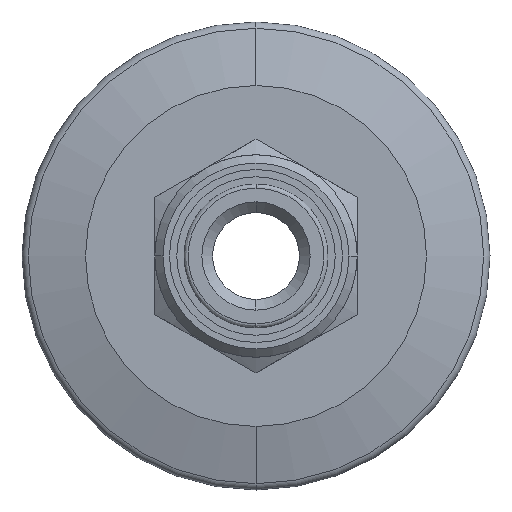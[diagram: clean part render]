
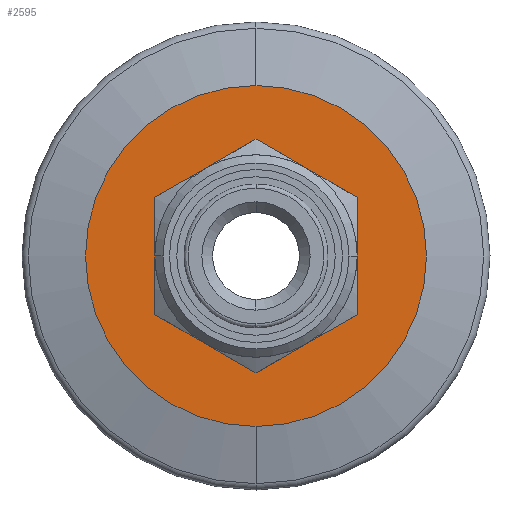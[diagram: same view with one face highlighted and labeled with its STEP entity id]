
A CAD part, left-side view. The second image highlights one B-rep face of the part: STEP entity #2595.
In plain terms, the highlighted planar face has unit normal (-1, 0, 0).
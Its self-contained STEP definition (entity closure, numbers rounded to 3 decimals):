
#262 = CARTESIAN_POINT ( 'NONE',  ( 0., 0., 20.035 ) ) ;
#274 = AXIS2_PLACEMENT_3D ( 'NONE', #559, #572, #609 ) ;
#435 = FACE_OUTER_BOUND ( 'NONE', #876, .T. ) ;
#469 = EDGE_LOOP ( 'NONE', ( #1576, #2303 ) ) ;
#559 = CARTESIAN_POINT ( 'NONE',  ( 0., 0., 0. ) ) ;
#572 = DIRECTION ( 'NONE',  ( -1., 0., 0. ) ) ;
#609 = DIRECTION ( 'NONE',  ( 0., 0., 1. ) ) ;
#636 = AXIS2_PLACEMENT_3D ( 'NONE', #1100, #1063, #1050 ) ;
#703 = VERTEX_POINT ( 'NONE', #2300 ) ;
#761 = ORIENTED_EDGE ( 'NONE', *, *, #1866, .F. ) ;
#876 = EDGE_LOOP ( 'NONE', ( #761, #3061 ) ) ;
#893 = VERTEX_POINT ( 'NONE', #262 ) ;
#926 = AXIS2_PLACEMENT_3D ( 'NONE', #2195, #2178, #2141 ) ;
#1050 = DIRECTION ( 'NONE',  ( 0., 0., -1. ) ) ;
#1063 = DIRECTION ( 'NONE',  ( 1., 0., 0. ) ) ;
#1100 = CARTESIAN_POINT ( 'NONE',  ( 0., 0., 20.035 ) ) ;
#1183 = FACE_BOUND ( 'NONE', #469, .T. ) ;
#1282 = CIRCLE ( 'NONE', #1709, 20.035 ) ;
#1337 = VERTEX_POINT ( 'NONE', #3212 ) ;
#1342 = PLANE ( 'NONE',  #636 ) ;
#1385 = CARTESIAN_POINT ( 'NONE',  ( 0., 0., 0. ) ) ;
#1399 = DIRECTION ( 'NONE',  ( 1., 0., 0. ) ) ;
#1409 = DIRECTION ( 'NONE',  ( 0., 0., -1. ) ) ;
#1445 = VERTEX_POINT ( 'NONE', #3427 ) ;
#1448 = CIRCLE ( 'NONE', #926, 7.6 ) ;
#1556 = EDGE_CURVE ( 'NONE', #893, #703, #1282, .T. ) ;
#1576 = ORIENTED_EDGE ( 'NONE', *, *, #2569, .F. ) ;
#1709 = AXIS2_PLACEMENT_3D ( 'NONE', #1748, #3405, #2863 ) ;
#1740 = CIRCLE ( 'NONE', #2414, 20.035 ) ;
#1748 = CARTESIAN_POINT ( 'NONE',  ( 0., 0., 0. ) ) ;
#1793 = EDGE_CURVE ( 'NONE', #1445, #1337, #1836, .T. ) ;
#1836 = CIRCLE ( 'NONE', #274, 7.6 ) ;
#1866 = EDGE_CURVE ( 'NONE', #703, #893, #1740, .T. ) ;
#2141 = DIRECTION ( 'NONE',  ( 0., 0., 1. ) ) ;
#2178 = DIRECTION ( 'NONE',  ( -1., 0., 0. ) ) ;
#2195 = CARTESIAN_POINT ( 'NONE',  ( 0., 0., 0. ) ) ;
#2300 = CARTESIAN_POINT ( 'NONE',  ( 0., 0., -20.035 ) ) ;
#2303 = ORIENTED_EDGE ( 'NONE', *, *, #1793, .F. ) ;
#2414 = AXIS2_PLACEMENT_3D ( 'NONE', #1385, #1399, #1409 ) ;
#2569 = EDGE_CURVE ( 'NONE', #1337, #1445, #1448, .T. ) ;
#2595 = ADVANCED_FACE ( 'NONE', ( #1183, #435 ), #1342, .F. ) ;
#2863 = DIRECTION ( 'NONE',  ( 0., 0., -1. ) ) ;
#3061 = ORIENTED_EDGE ( 'NONE', *, *, #1556, .F. ) ;
#3212 = CARTESIAN_POINT ( 'NONE',  ( 0., 0., 7.6 ) ) ;
#3405 = DIRECTION ( 'NONE',  ( 1., 0., 0. ) ) ;
#3427 = CARTESIAN_POINT ( 'NONE',  ( 0., 0., -7.6 ) ) ;
